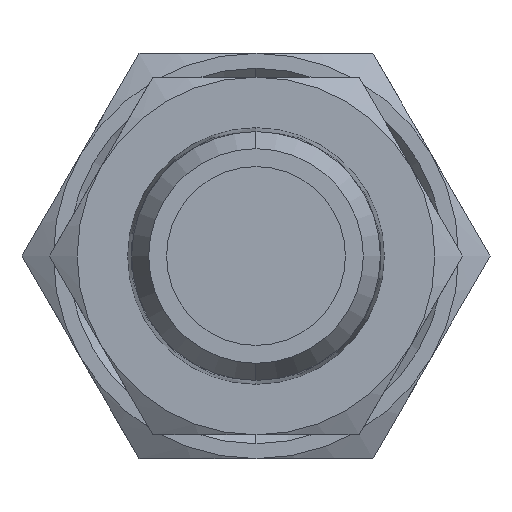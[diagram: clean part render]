
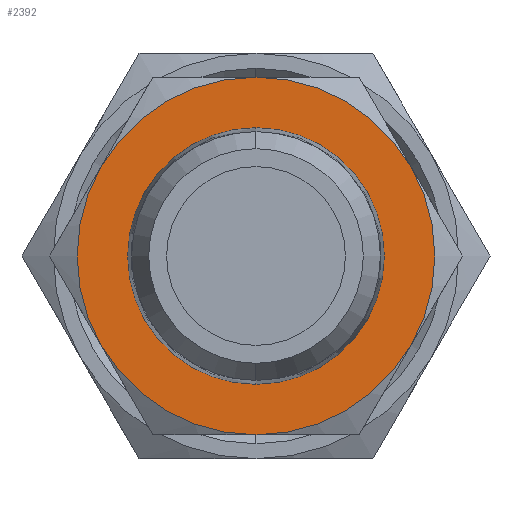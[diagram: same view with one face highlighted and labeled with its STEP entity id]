
A CAD part, front view. The second image highlights one B-rep face of the part: STEP entity #2392.
In plain terms, the highlighted planar face has unit normal (0, -1, 0).
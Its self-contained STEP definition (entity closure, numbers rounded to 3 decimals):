
#49 = CIRCLE ( 'NONE', #360, 10.764 ) ;
#70 = CIRCLE ( 'NONE', #373, 15. ) ;
#75 = CIRCLE ( 'NONE', #370, 15. ) ;
#76 = CIRCLE ( 'NONE', #371, 15. ) ;
#78 = CIRCLE ( 'NONE', #372, 15. ) ;
#79 = CIRCLE ( 'NONE', #374, 15. ) ;
#80 = CIRCLE ( 'NONE', #375, 15. ) ;
#81 = CIRCLE ( 'NONE', #377, 10.764 ) ;
#258 = EDGE_CURVE ( 'NONE', #2632, #2631, #49, .T. ) ;
#277 = EDGE_CURVE ( 'NONE', #2629, #2620, #75, .T. ) ;
#278 = EDGE_CURVE ( 'NONE', #2620, #2622, #76, .T. ) ;
#281 = EDGE_CURVE ( 'NONE', #2622, #2621, #78, .T. ) ;
#284 = EDGE_CURVE ( 'NONE', #2621, #2630, #70, .T. ) ;
#287 = EDGE_CURVE ( 'NONE', #2630, #2623, #79, .T. ) ;
#290 = EDGE_CURVE ( 'NONE', #2623, #2629, #80, .T. ) ;
#294 = EDGE_CURVE ( 'NONE', #2631, #2632, #81, .T. ) ;
#360 = AXIS2_PLACEMENT_3D ( 'NONE', #2295, #2296, #2297 ) ;
#370 = AXIS2_PLACEMENT_3D ( 'NONE', #1469, #1470, #1471 ) ;
#371 = AXIS2_PLACEMENT_3D ( 'NONE', #1474, #1475, #1476 ) ;
#372 = AXIS2_PLACEMENT_3D ( 'NONE', #1491, #1492, #1493 ) ;
#373 = AXIS2_PLACEMENT_3D ( 'NONE', #1508, #1509, #1510 ) ;
#374 = AXIS2_PLACEMENT_3D ( 'NONE', #1527, #1528, #1529 ) ;
#375 = AXIS2_PLACEMENT_3D ( 'NONE', #1543, #1544, #1545 ) ;
#377 = AXIS2_PLACEMENT_3D ( 'NONE', #1564, #1565, #1566 ) ;
#574 = CARTESIAN_POINT ( 'NONE',  ( 0., 13., 10.764 ) ) ;
#582 = CARTESIAN_POINT ( 'NONE',  ( 0., 13., -10.764 ) ) ;
#589 = CARTESIAN_POINT ( 'NONE',  ( 0., 13., -15. ) ) ;
#590 = CARTESIAN_POINT ( 'NONE',  ( 12.99, 13., 7.5 ) ) ;
#591 = CARTESIAN_POINT ( 'NONE',  ( 12.99, 13., -7.5 ) ) ;
#592 = CARTESIAN_POINT ( 'NONE',  ( -12.99, 13., 7.5 ) ) ;
#598 = CARTESIAN_POINT ( 'NONE',  ( -12.99, 13., -7.5 ) ) ;
#599 = CARTESIAN_POINT ( 'NONE',  ( 0., 13., 15. ) ) ;
#899 = PLANE ( 'NONE',  #2064 ) ;
#906 = CARTESIAN_POINT ( 'NONE',  ( 10.764, 13., 0. ) ) ;
#907 = DIRECTION ( 'NONE',  ( 0., -1., 0. ) ) ;
#908 = DIRECTION ( 'NONE',  ( 0., 0., -1. ) ) ;
#1226 = ORIENTED_EDGE ( 'NONE', *, *, #258, .F. ) ;
#1227 = ORIENTED_EDGE ( 'NONE', *, *, #294, .F. ) ;
#1228 = ORIENTED_EDGE ( 'NONE', *, *, #277, .T. ) ;
#1229 = ORIENTED_EDGE ( 'NONE', *, *, #290, .T. ) ;
#1230 = ORIENTED_EDGE ( 'NONE', *, *, #287, .T. ) ;
#1231 = ORIENTED_EDGE ( 'NONE', *, *, #284, .T. ) ;
#1232 = ORIENTED_EDGE ( 'NONE', *, *, #281, .T. ) ;
#1233 = ORIENTED_EDGE ( 'NONE', *, *, #278, .T. ) ;
#1452 = EDGE_LOOP ( 'NONE', ( #1233, #1232, #1231, #1230, #1229, #1228 ) ) ;
#1455 = EDGE_LOOP ( 'NONE', ( #1227, #1226 ) ) ;
#1469 = CARTESIAN_POINT ( 'NONE',  ( 0., 13., 0. ) ) ;
#1470 = DIRECTION ( 'NONE',  ( 0., -1., 0. ) ) ;
#1471 = DIRECTION ( 'NONE',  ( 0., 0., -1. ) ) ;
#1474 = CARTESIAN_POINT ( 'NONE',  ( 0., 13., 0. ) ) ;
#1475 = DIRECTION ( 'NONE',  ( 0., -1., 0. ) ) ;
#1476 = DIRECTION ( 'NONE',  ( 0., 0., -1. ) ) ;
#1491 = CARTESIAN_POINT ( 'NONE',  ( 0., 13., 0. ) ) ;
#1492 = DIRECTION ( 'NONE',  ( 0., -1., 0. ) ) ;
#1493 = DIRECTION ( 'NONE',  ( 0., 0., -1. ) ) ;
#1508 = CARTESIAN_POINT ( 'NONE',  ( 0., 13., 0. ) ) ;
#1509 = DIRECTION ( 'NONE',  ( 0., -1., 0. ) ) ;
#1510 = DIRECTION ( 'NONE',  ( 0., 0., -1. ) ) ;
#1527 = CARTESIAN_POINT ( 'NONE',  ( 0., 13., 0. ) ) ;
#1528 = DIRECTION ( 'NONE',  ( 0., -1., 0. ) ) ;
#1529 = DIRECTION ( 'NONE',  ( 0., 0., -1. ) ) ;
#1543 = CARTESIAN_POINT ( 'NONE',  ( 0., 13., 0. ) ) ;
#1544 = DIRECTION ( 'NONE',  ( 0., -1., 0. ) ) ;
#1545 = DIRECTION ( 'NONE',  ( 0., 0., -1. ) ) ;
#1564 = CARTESIAN_POINT ( 'NONE',  ( 0., 13., 0. ) ) ;
#1565 = DIRECTION ( 'NONE',  ( 0., -1., 0. ) ) ;
#1566 = DIRECTION ( 'NONE',  ( 0., 0., -1. ) ) ;
#1823 = FACE_OUTER_BOUND ( 'NONE', #1452, .T. ) ;
#1824 = FACE_BOUND ( 'NONE', #1455, .T. ) ;
#2064 = AXIS2_PLACEMENT_3D ( 'NONE', #906, #907, #908 ) ;
#2295 = CARTESIAN_POINT ( 'NONE',  ( 0., 13., 0. ) ) ;
#2296 = DIRECTION ( 'NONE',  ( 0., -1., 0. ) ) ;
#2297 = DIRECTION ( 'NONE',  ( 0., 0., -1. ) ) ;
#2392 = ADVANCED_FACE ( 'NONE', ( #1823, #1824 ), #899, .T. ) ;
#2620 = VERTEX_POINT ( 'NONE', #589 ) ;
#2621 = VERTEX_POINT ( 'NONE', #590 ) ;
#2622 = VERTEX_POINT ( 'NONE', #591 ) ;
#2623 = VERTEX_POINT ( 'NONE', #592 ) ;
#2629 = VERTEX_POINT ( 'NONE', #598 ) ;
#2630 = VERTEX_POINT ( 'NONE', #599 ) ;
#2631 = VERTEX_POINT ( 'NONE', #574 ) ;
#2632 = VERTEX_POINT ( 'NONE', #582 ) ;
